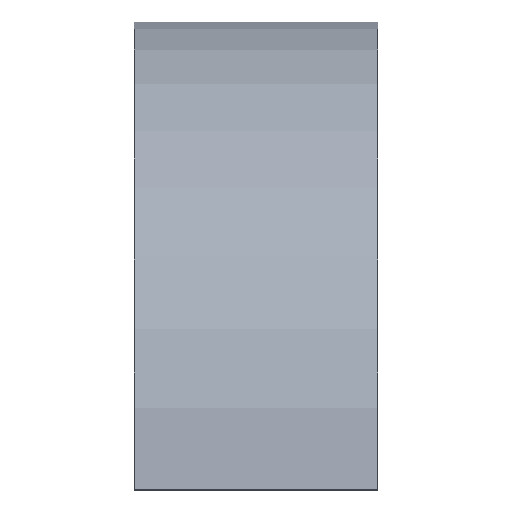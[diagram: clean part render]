
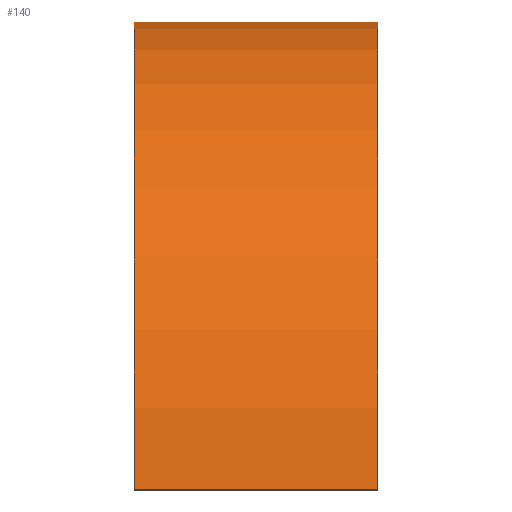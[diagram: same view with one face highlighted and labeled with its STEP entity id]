
A CAD part, left-side view. The second image highlights one B-rep face of the part: STEP entity #140.
In plain terms, the highlighted cylindrical face has radius 50.3 mm (diameter 100.6 mm), a partial arc.
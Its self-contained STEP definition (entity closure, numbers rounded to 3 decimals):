
#140=ADVANCED_FACE('',(#196),#168,.T.);
#168=CYLINDRICAL_SURFACE('',#741,50.3);
#196=FACE_OUTER_BOUND('',#224,.T.);
#224=EDGE_LOOP('',(#408,#409,#410,#411));
#267=LINE('',#1079,#299);
#270=LINE('',#1089,#302);
#299=VECTOR('',#884,1.);
#302=VECTOR('',#895,1.);
#408=ORIENTED_EDGE('',*,*,#608,.F.);
#409=ORIENTED_EDGE('',*,*,#591,.F.);
#410=ORIENTED_EDGE('',*,*,#609,.T.);
#411=ORIENTED_EDGE('',*,*,#596,.T.);
#520=VERTEX_POINT('',#1073);
#523=VERTEX_POINT('',#1078);
#526=VERTEX_POINT('',#1088);
#527=VERTEX_POINT('',#1090);
#591=EDGE_CURVE('',#523,#520,#267,.T.);
#596=EDGE_CURVE('',#527,#526,#270,.T.);
#608=EDGE_CURVE('',#520,#526,#660,.T.);
#609=EDGE_CURVE('',#523,#527,#661,.T.);
#660=CIRCLE('',#739,50.3);
#661=CIRCLE('',#740,50.3);
#739=AXIS2_PLACEMENT_3D('',#1108,#929,#930);
#740=AXIS2_PLACEMENT_3D('',#1109,#931,#932);
#741=AXIS2_PLACEMENT_3D('',#1110,#933,#934);
#884=DIRECTION('',(0.,1.,0.));
#895=DIRECTION('',(0.,1.,0.));
#929=DIRECTION('',(0.,1.,0.));
#930=DIRECTION('',(1.,0.,0.));
#931=DIRECTION('',(0.,1.,0.));
#932=DIRECTION('',(1.,0.,0.));
#933=DIRECTION('',(0.,1.,0.));
#934=DIRECTION('',(0.,0.,1.));
#1073=CARTESIAN_POINT('',(-50.278,-136.,1.5));
#1078=CARTESIAN_POINT('',(-50.278,-161.4,1.5));
#1079=CARTESIAN_POINT('',(-50.278,-161.4,1.5));
#1088=CARTESIAN_POINT('',(50.278,-136.,1.5));
#1089=CARTESIAN_POINT('',(50.278,-161.4,1.5));
#1090=CARTESIAN_POINT('',(50.278,-161.4,1.5));
#1108=CARTESIAN_POINT('',(0.,-136.,0.));
#1109=CARTESIAN_POINT('',(0.,-161.4,0.));
#1110=CARTESIAN_POINT('',(0.,-161.4,0.));
